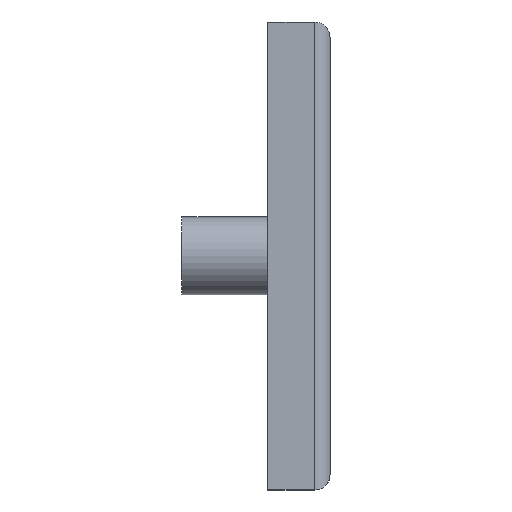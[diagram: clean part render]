
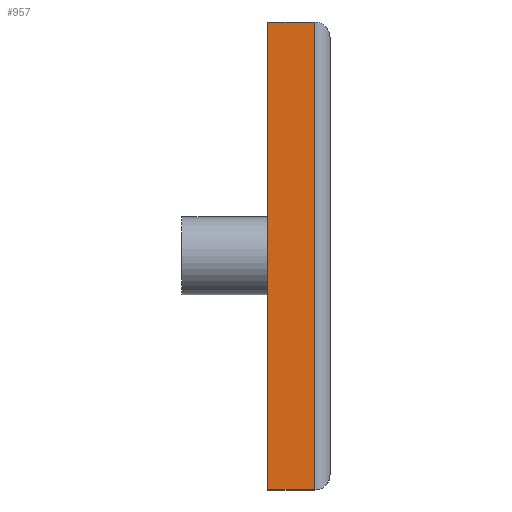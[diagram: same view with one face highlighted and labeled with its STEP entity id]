
A CAD part, left-side view. The second image highlights one B-rep face of the part: STEP entity #957.
In plain terms, the highlighted planar face has unit normal (-1, 0, 0).
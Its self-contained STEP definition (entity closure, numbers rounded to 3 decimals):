
#29 = VERTEX_POINT ( 'NONE', #5150 ) ;
#331 = ORIENTED_EDGE ( 'NONE', *, *, #2252, .T. ) ;
#545 = LINE ( 'NONE', #5809, #5935 ) ;
#618 = EDGE_CURVE ( 'NONE', #3754, #2218, #6735, .T. ) ;
#772 = EDGE_CURVE ( 'NONE', #5339, #3754, #545, .T. ) ;
#957 = ADVANCED_FACE ( 'NONE', ( #6491 ), #1667, .F. ) ;
#1561 = DIRECTION ( 'NONE',  ( 0., -1., 0. ) ) ;
#1667 = PLANE ( 'NONE',  #5006 ) ;
#1675 = DIRECTION ( 'NONE',  ( 0., 0., 1. ) ) ;
#1772 = EDGE_CURVE ( 'NONE', #29, #5339, #3321, .T. ) ;
#1933 = CARTESIAN_POINT ( 'NONE',  ( -45., 1., 15. ) ) ;
#2190 = DIRECTION ( 'NONE',  ( 0., 0., -1. ) ) ;
#2218 = VERTEX_POINT ( 'NONE', #3634 ) ;
#2252 = EDGE_CURVE ( 'NONE', #29, #2218, #6259, .T. ) ;
#2292 = VECTOR ( 'NONE', #6334, 1000. ) ;
#2332 = ORIENTED_EDGE ( 'NONE', *, *, #772, .F. ) ;
#3321 = LINE ( 'NONE', #4779, #3488 ) ;
#3488 = VECTOR ( 'NONE', #1675, 1000. ) ;
#3634 = CARTESIAN_POINT ( 'NONE',  ( -45., 1., -15. ) ) ;
#3754 = VERTEX_POINT ( 'NONE', #1933 ) ;
#3988 = VECTOR ( 'NONE', #6112, 1000. ) ;
#4181 = EDGE_LOOP ( 'NONE', ( #6716, #2332, #6078, #331 ) ) ;
#4264 = CARTESIAN_POINT ( 'NONE',  ( -45., 4., 15. ) ) ;
#4779 = CARTESIAN_POINT ( 'NONE',  ( -45., 4., 15. ) ) ;
#4933 = CARTESIAN_POINT ( 'NONE',  ( -45., 4., 15. ) ) ;
#5006 = AXIS2_PLACEMENT_3D ( 'NONE', #4264, #5303, #2190 ) ;
#5081 = CARTESIAN_POINT ( 'NONE',  ( -45., 1., 15. ) ) ;
#5150 = CARTESIAN_POINT ( 'NONE',  ( -45., 4., -15. ) ) ;
#5296 = CARTESIAN_POINT ( 'NONE',  ( -45., 4., -15. ) ) ;
#5303 = DIRECTION ( 'NONE',  ( 1., 0., 0. ) ) ;
#5339 = VERTEX_POINT ( 'NONE', #4933 ) ;
#5809 = CARTESIAN_POINT ( 'NONE',  ( -45., 4., 15. ) ) ;
#5935 = VECTOR ( 'NONE', #1561, 1000. ) ;
#6078 = ORIENTED_EDGE ( 'NONE', *, *, #1772, .F. ) ;
#6112 = DIRECTION ( 'NONE',  ( 0., 0., -1. ) ) ;
#6259 = LINE ( 'NONE', #5296, #2292 ) ;
#6334 = DIRECTION ( 'NONE',  ( 0., -1., 0. ) ) ;
#6491 = FACE_OUTER_BOUND ( 'NONE', #4181, .T. ) ;
#6716 = ORIENTED_EDGE ( 'NONE', *, *, #618, .F. ) ;
#6735 = LINE ( 'NONE', #5081, #3988 ) ;
